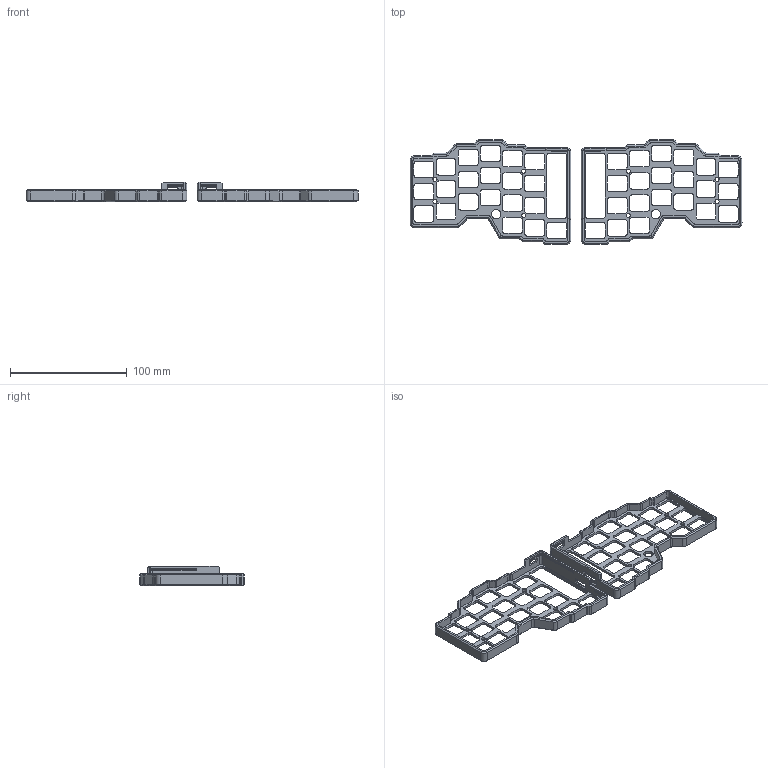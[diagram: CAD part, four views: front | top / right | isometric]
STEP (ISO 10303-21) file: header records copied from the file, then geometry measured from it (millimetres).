
FILE_DESCRIPTION(/* description */ (''),/* implementation_level */ '2;1');
FILE_NAME(/* name */ 'mriya-bumper-fdm-v1.11.step',/* time_stamp */ '2024-09-30T22:43:22+03:00',/* author */ (''),/* organization */ (''),/* preprocessor_version */ 'ST-DEVELOPER v20',/* originating_system */ 'Autodesk Translation Framework v13.14.0.145',/* authorisation */ '');
FILE_SCHEMA (('AUTOMOTIVE_DESIGN { 1 0 10303 214 3 1 1 }'));
Length unit declared in the file: millimetre
Products named in the file (1): mriya-bumper-fdm
Bounding box: 284.6 x 89.7 x 17 mm (x, y, z)
Volume: 36048.3 mm3; surface area: 39737.3 mm2
Topology: 2 solids, 2 shells, 964 faces, 2660 edges, 1708 vertices
Faces by surface type: plane 496, cylinder 358, cone 110
Full cylindrical faces by diameter (mm): 3.5 x8, 8 x2
Entity records: 30897 total; most frequent: DIRECTION 5440, CARTESIAN_POINT 5333, ORIENTED_EDGE 5320, EDGE_CURVE 2660, AXIS2_PLACEMENT_3D 1815, LINE 1810, VECTOR 1810, VERTEX_POINT 1708
